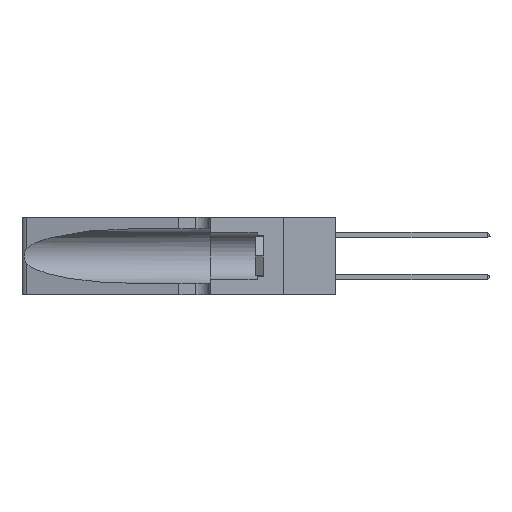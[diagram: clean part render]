
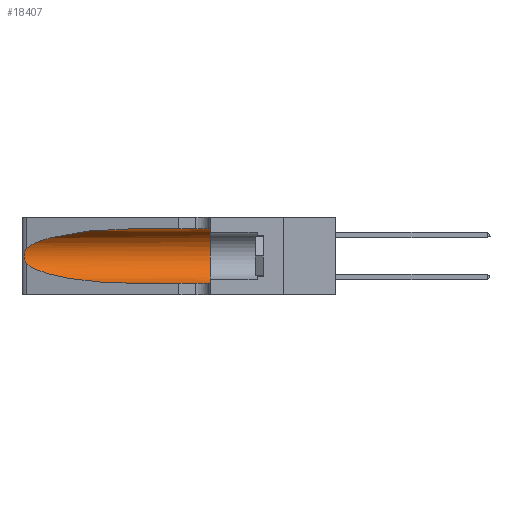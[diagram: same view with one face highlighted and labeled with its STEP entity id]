
A CAD part, left-side view. The second image highlights one B-rep face of the part: STEP entity #18407.
In plain terms, the highlighted cylindrical face has radius 3.308 mm (diameter 6.617 mm), a partial arc.
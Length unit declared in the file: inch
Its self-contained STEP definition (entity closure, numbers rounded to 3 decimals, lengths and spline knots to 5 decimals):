
#896 = EDGE_CURVE ( 'NONE', #8062, #14889, #36507, .T. ) ;
#1011 = CARTESIAN_POINT ( 'NONE',  ( 0.25487, 1.22718, 0.14631 ) ) ;
#1603 = CARTESIAN_POINT ( 'NONE',  ( 0.25789, 1.23486, 0.15765 ) ) ;
#2219 = EDGE_CURVE ( 'NONE', #3955, #19766, #43484, .T. ) ;
#2453 = CARTESIAN_POINT ( 'NONE',  ( 0.2373, 1.15595, 0.28018 ) ) ;
#3955 = VERTEX_POINT ( 'NONE', #32265 ) ;
#4303 = DIRECTION ( 'NONE',  ( 0., 0., -1. ) ) ;
#4393 = CARTESIAN_POINT ( 'NONE',  ( 0.1305, 0.35, 0.185 ) ) ;
#4514 = CARTESIAN_POINT ( 'NONE',  ( 0.18966, 0.96281, 0.05475 ) ) ;
#5101 = CARTESIAN_POINT ( 'NONE',  ( 0.25555, 1.22993, 0.14849 ) ) ;
#5265 = CARTESIAN_POINT ( 'NONE',  ( 0.1305, 0.35, 0.05475 ) ) ;
#5394 = AXIS2_PLACEMENT_3D ( 'NONE', #31969, #35489, #4303 ) ;
#6880 = AXIS2_PLACEMENT_3D ( 'NONE', #4393, #28597, #7885 ) ;
#7711 = VECTOR ( 'NONE', #16053, 39.37008 ) ;
#7885 = DIRECTION ( 'NONE',  ( 0., 0., 1. ) ) ;
#8062 = VERTEX_POINT ( 'NONE', #32564 ) ;
#8433 = CARTESIAN_POINT ( 'NONE',  ( 0.25639, 1.23184, 0.21858 ) ) ;
#8646 = EDGE_CURVE ( 'NONE', #19766, #19301, #12095, .T. ) ;
#10559 = CARTESIAN_POINT ( 'NONE',  ( 0.1305, 0.72297, 0.05475 ) ) ;
#11387 = ORIENTED_EDGE ( 'NONE', *, *, #896, .T. ) ;
#11932 = CARTESIAN_POINT ( 'NONE',  ( 0.25787, 1.23484, 0.2124 ) ) ;
#12095 = CIRCLE ( 'NONE', #6880, 0.13025 ) ;
#12891 = VERTEX_POINT ( 'NONE', #10559 ) ;
#13212 = EDGE_CURVE ( 'NONE', #12891, #19301, #16390, .T. ) ;
#14665 = ORIENTED_EDGE ( 'NONE', *, *, #23286, .T. ) ;
#14889 = VERTEX_POINT ( 'NONE', #17892 ) ;
#15390 = CARTESIAN_POINT ( 'NONE',  ( 0.26018, 1.23835, 0.19895 ) ) ;
#15790 = ORIENTED_EDGE ( 'NONE', *, *, #13212, .T. ) ;
#16053 = DIRECTION ( 'NONE',  ( 0., -1., 0. ) ) ;
#16390 = LINE ( 'NONE', #43330, #24530 ) ;
#17058 =( BOUNDED_CURVE ( )  B_SPLINE_CURVE ( 3, ( #43974, #19700, #2453, #26654 ),
 .UNSPECIFIED., .F., .F. ) 
 B_SPLINE_CURVE_WITH_KNOTS ( ( 4, 4 ),
 ( 1.5708, 2.84003 ),
 .UNSPECIFIED. ) 
 CURVE ( )  GEOMETRIC_REPRESENTATION_ITEM ( )  RATIONAL_B_SPLINE_CURVE ( ( 1., 0.87, 0.87, 1. ) ) 
 REPRESENTATION_ITEM ( '' )  );
#17892 = CARTESIAN_POINT ( 'NONE',  ( 0.25487, 1.22718, 0.14631 ) ) ;
#18407 = ADVANCED_FACE ( 'NONE', ( #42932 ), #32583, .F. ) ;
#18865 = CARTESIAN_POINT ( 'NONE',  ( 0.26075, 1.23896, 0.178 ) ) ;
#19072 = DIRECTION ( 'NONE',  ( 0., -1., 0. ) ) ;
#19301 = VERTEX_POINT ( 'NONE', #5265 ) ;
#19700 = CARTESIAN_POINT ( 'NONE',  ( 0.18966, 0.96281, 0.31525 ) ) ;
#19766 = VERTEX_POINT ( 'NONE', #28364 ) ;
#22350 = CARTESIAN_POINT ( 'NONE',  ( 0.25856, 1.23593, 0.16098 ) ) ;
#23286 = EDGE_CURVE ( 'NONE', #14889, #12891, #25104, .T. ) ;
#24530 = VECTOR ( 'NONE', #19072, 39.37008 ) ;
#25088 = CARTESIAN_POINT ( 'NONE',  ( 0.2373, 1.15595, 0.08982 ) ) ;
#25104 =( BOUNDED_CURVE ( )  B_SPLINE_CURVE ( 3, ( #1011, #25088, #4514, #28714 ),
 .UNSPECIFIED., .F., .T. ) 
 B_SPLINE_CURVE_WITH_KNOTS ( ( 4, 4 ),
 ( 3.44316, 4.71239 ),
 .UNSPECIFIED. ) 
 CURVE ( )  GEOMETRIC_REPRESENTATION_ITEM ( )  RATIONAL_B_SPLINE_CURVE ( ( 1., 0.87, 0.87, 1. ) ) 
 REPRESENTATION_ITEM ( '' )  );
#25804 = CARTESIAN_POINT ( 'NONE',  ( 0.25639, 1.23186, 0.15144 ) ) ;
#26464 = CARTESIAN_POINT ( 'NONE',  ( 0.1305, 1.61858, 0.31525 ) ) ;
#26654 = CARTESIAN_POINT ( 'NONE',  ( 0.25487, 1.22718, 0.22369 ) ) ;
#27047 = ORIENTED_EDGE ( 'NONE', *, *, #2219, .F. ) ;
#27451 = EDGE_CURVE ( 'NONE', #3955, #8062, #17058, .T. ) ;
#28364 = CARTESIAN_POINT ( 'NONE',  ( 0.1305, 0.35, 0.31525 ) ) ;
#28597 = DIRECTION ( 'NONE',  ( 0., 1., 0. ) ) ;
#28714 = CARTESIAN_POINT ( 'NONE',  ( 0.1305, 0.72297, 0.05475 ) ) ;
#29165 = CARTESIAN_POINT ( 'NONE',  ( 0.25555, 1.22994, 0.2215 ) ) ;
#29320 = CARTESIAN_POINT ( 'NONE',  ( 0.25487, 1.22718, 0.14631 ) ) ;
#31969 = CARTESIAN_POINT ( 'NONE',  ( 0.1305, 1.61858, 0.185 ) ) ;
#32265 = CARTESIAN_POINT ( 'NONE',  ( 0.1305, 0.72297, 0.31525 ) ) ;
#32564 = CARTESIAN_POINT ( 'NONE',  ( 0.25487, 1.22718, 0.22369 ) ) ;
#32583 = CYLINDRICAL_SURFACE ( 'NONE', #5394, 0.13025 ) ;
#32622 = CARTESIAN_POINT ( 'NONE',  ( 0.25487, 1.22718, 0.22369 ) ) ;
#33939 = ORIENTED_EDGE ( 'NONE', *, *, #8646, .F. ) ;
#35489 = DIRECTION ( 'NONE',  ( 0., -1., 0. ) ) ;
#36156 = CARTESIAN_POINT ( 'NONE',  ( 0.25854, 1.2359, 0.20912 ) ) ;
#36507 = B_SPLINE_CURVE_WITH_KNOTS ( 'NONE', 3,
 ( #32622, #29165, #8433, #11932, #36156, #15390, #39653, #18865, #43125, #22350, #1603, #25804, #5101, #29320 ),
 .UNSPECIFIED., .F., .F.,
 ( 4, 2, 2, 2, 2, 2, 4 ),
 ( 0., 0.00027, 0.00053, 0.00107, 0.0016, 0.00187, 0.00214 ),
 .UNSPECIFIED. ) ;
#38269 = EDGE_LOOP ( 'NONE', ( #43066, #11387, #14665, #15790, #33939, #27047 ) ) ;
#39653 = CARTESIAN_POINT ( 'NONE',  ( 0.26075, 1.23896, 0.19203 ) ) ;
#42932 = FACE_OUTER_BOUND ( 'NONE', #38269, .T. ) ;
#43066 = ORIENTED_EDGE ( 'NONE', *, *, #27451, .T. ) ;
#43125 = CARTESIAN_POINT ( 'NONE',  ( 0.26017, 1.23833, 0.17102 ) ) ;
#43330 = CARTESIAN_POINT ( 'NONE',  ( 0.1305, 1.61858, 0.05475 ) ) ;
#43484 = LINE ( 'NONE', #26464, #7711 ) ;
#43974 = CARTESIAN_POINT ( 'NONE',  ( 0.1305, 0.72297, 0.31525 ) ) ;
